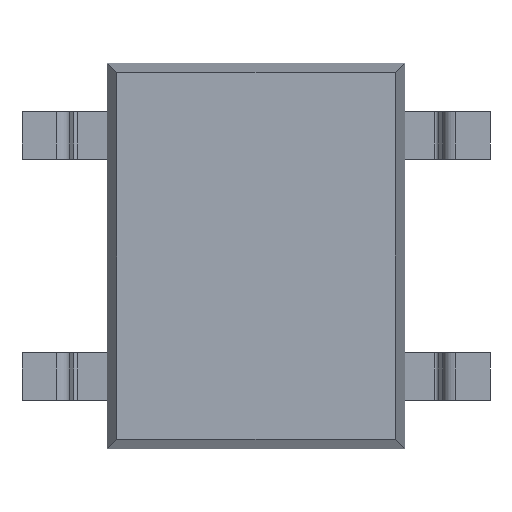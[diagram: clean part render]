
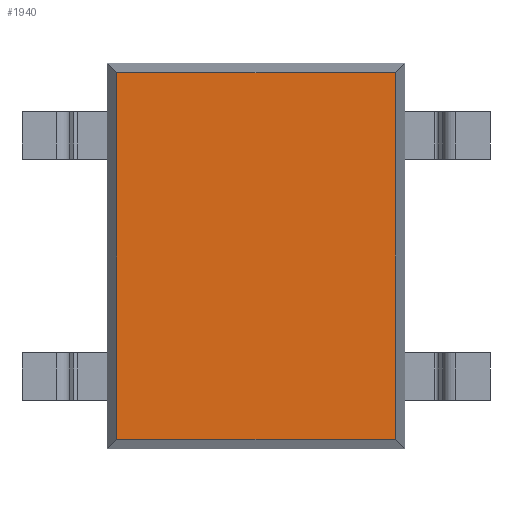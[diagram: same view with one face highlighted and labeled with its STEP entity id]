
A CAD part, front view. The second image highlights one B-rep face of the part: STEP entity #1940.
In plain terms, the highlighted planar face has unit normal (0, -1, 0).
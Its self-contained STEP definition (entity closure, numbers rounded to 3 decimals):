
#35 = VERTEX_POINT ( 'NONE', #102 ) ;
#99 = CARTESIAN_POINT ( 'NONE',  ( -2.947, 0.2, 3.872 ) ) ;
#102 = CARTESIAN_POINT ( 'NONE',  ( -2.947, 0.2, -3.872 ) ) ;
#151 = AXIS2_PLACEMENT_3D ( 'NONE', #2036, #1694, #1895 ) ;
#152 = VERTEX_POINT ( 'NONE', #308 ) ;
#229 = CARTESIAN_POINT ( 'NONE',  ( 2.947, 0.2, -3.872 ) ) ;
#243 = CARTESIAN_POINT ( 'NONE',  ( -2.947, 0.2, 4.075 ) ) ;
#259 = VECTOR ( 'NONE', #1899, 1000. ) ;
#308 = CARTESIAN_POINT ( 'NONE',  ( 2.947, 0.2, 3.872 ) ) ;
#363 = CARTESIAN_POINT ( 'NONE',  ( -3.15, 0.2, -3.872 ) ) ;
#387 = LINE ( 'NONE', #698, #259 ) ;
#521 = EDGE_CURVE ( 'NONE', #35, #2023, #2173, .T. ) ;
#573 = ORIENTED_EDGE ( 'NONE', *, *, #521, .T. ) ;
#656 = VECTOR ( 'NONE', #2074, 1000. ) ;
#698 = CARTESIAN_POINT ( 'NONE',  ( 3.15, 0.2, 3.872 ) ) ;
#699 = DIRECTION ( 'NONE',  ( 1., 0., 0. ) ) ;
#725 = FACE_OUTER_BOUND ( 'NONE', #1147, .T. ) ;
#901 = VECTOR ( 'NONE', #699, 1000. ) ;
#926 = DIRECTION ( 'NONE',  ( 0., 0., 1. ) ) ;
#979 = ORIENTED_EDGE ( 'NONE', *, *, #1056, .T. ) ;
#1037 = PLANE ( 'NONE',  #151 ) ;
#1053 = VERTEX_POINT ( 'NONE', #99 ) ;
#1056 = EDGE_CURVE ( 'NONE', #1053, #35, #2064, .T. ) ;
#1147 = EDGE_LOOP ( 'NONE', ( #573, #1191, #1770, #979 ) ) ;
#1191 = ORIENTED_EDGE ( 'NONE', *, *, #1381, .T. ) ;
#1381 = EDGE_CURVE ( 'NONE', #2023, #152, #2094, .T. ) ;
#1427 = CARTESIAN_POINT ( 'NONE',  ( 2.947, 0.2, -4.075 ) ) ;
#1567 = EDGE_CURVE ( 'NONE', #152, #1053, #387, .T. ) ;
#1655 = VECTOR ( 'NONE', #926, 1000. ) ;
#1694 = DIRECTION ( 'NONE',  ( 0., -1., 0. ) ) ;
#1770 = ORIENTED_EDGE ( 'NONE', *, *, #1567, .T. ) ;
#1895 = DIRECTION ( 'NONE',  ( 0., 0., -1. ) ) ;
#1899 = DIRECTION ( 'NONE',  ( -1., 0., 0. ) ) ;
#1940 = ADVANCED_FACE ( 'NONE', ( #725 ), #1037, .T. ) ;
#2023 = VERTEX_POINT ( 'NONE', #229 ) ;
#2036 = CARTESIAN_POINT ( 'NONE',  ( 0., 0.2, 0. ) ) ;
#2064 = LINE ( 'NONE', #243, #656 ) ;
#2074 = DIRECTION ( 'NONE',  ( 0., 0., -1. ) ) ;
#2094 = LINE ( 'NONE', #1427, #1655 ) ;
#2173 = LINE ( 'NONE', #363, #901 ) ;
